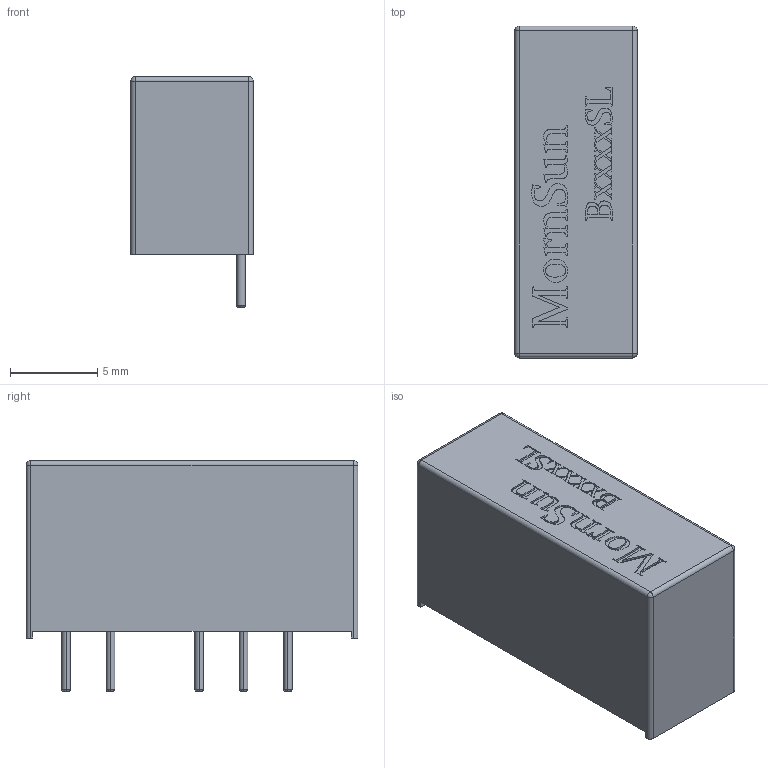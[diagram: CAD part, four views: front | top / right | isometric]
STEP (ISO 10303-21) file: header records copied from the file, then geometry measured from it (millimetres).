
FILE_DESCRIPTION (( 'STEP AP214' ), '1' );
FILE_NAME ('Converter_DCDC_MornSun_BxxxxS_Signle_THT.STEP', '2020-02-18T09:28:18', ( '' ), ( '' ), 'SwSTEP 2.0', 'SolidWorks 2017', '' );
FILE_SCHEMA (( 'AUTOMOTIVE_DESIGN' ));
Length unit declared in the file: millimetre
Products named in the file (1): Converter_DCDC_MornSun_BxxxxS_Signle_THT
Bounding box: 7 x 19 x 13.21 mm (x, y, z)
Volume: 1303.9 mm3; surface area: 813.7 mm2
Topology: 1 solids, 1 shells, 464 faces, 1302 edges, 858 vertices
Faces by surface type: bspline 234, plane 208, cylinder 18, sphere 4
Entity records: 25425 total; most frequent: CARTESIAN_POINT 10209, ORIENTED_EDGE 2596, DIRECTION 1348, EDGE_CURVE 1298, VERTEX_POINT 858, LINE 794, VECTOR 794, EDGE_LOOP 486
